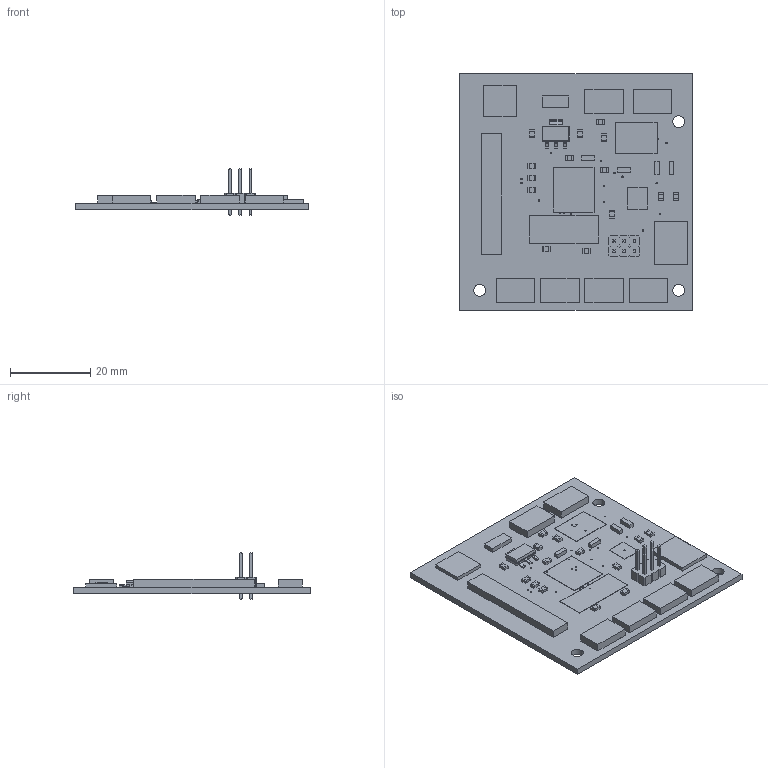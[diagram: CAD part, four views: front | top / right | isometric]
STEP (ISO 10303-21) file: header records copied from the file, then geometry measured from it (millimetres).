
FILE_DESCRIPTION(/* description */ (''),/* implementation_level */ '2;1');
FILE_NAME(/* name */ '6bd4019c-1882-4b64-b704-1fed2df7fb38.stp',/* time_stamp */ '2023-02-28T19:25:16Z',/* author */ (''),/* organization */ (''),/* preprocessor_version */ 'ST-DEVELOPER v19.2',/* originating_system */ 'Autodesk Translation Framework v11.17.0.187',/* authorisation */ '');
FILE_SCHEMA (('AUTOMOTIVE_DESIGN { 1 0 10303 214 3 1 1 }'));
Length unit declared in the file: millimetre
Products named in the file (17): 6bd4019c-1882-4b64-b704-1fed2df7fb38; PCB Component; Board; F09HP; ATMEGA328P-AU; AD586LRZ; USB-MINIB; 0.1 UF; LM340MP-05; DCJ0202; TL32PO; FT232RL-TUBE; B3F-10XX; 830036034; 1K; 2X03; CHIP-LED0805
Assembly tree (36 placements, depth 3):
  6bd4019c-1882-4b64-b704-1fed2df7fb38
    PCB Component
      Board
      F09HP
      ATMEGA328P-AU
      AD586LRZ
      USB-MINIB
      0.1 UF  x9
      LM340MP-05
      DCJ0202
      TL32PO
      FT232RL-TUBE
      B3F-10XX  x6
      830036034
      1K  x5
      2X03
      CHIP-LED0805  x4
Bounding box: 58 x 59 x 11.6 mm (x, y, z)
Volume: 6619.1 mm3; surface area: 10642.7 mm2
Topology: 35 solids, 35 shells, 609 faces, 1513 edges, 990 vertices
Faces by surface type: plane 516, cylinder 93
Full cylindrical faces by diameter (mm): 0.35 x28, 1 x2, 1.016 x39, 1.1 x3, 3 x3, 3.302 x2
Entity records: 13014 total; most frequent: CARTESIAN_POINT 2069, DIRECTION 2063, ORIENTED_EDGE 1970, EDGE_CURVE 985, LINE 799, VECTOR 799, VERTEX_POINT 638, AXIS2_PLACEMENT_3D 632
